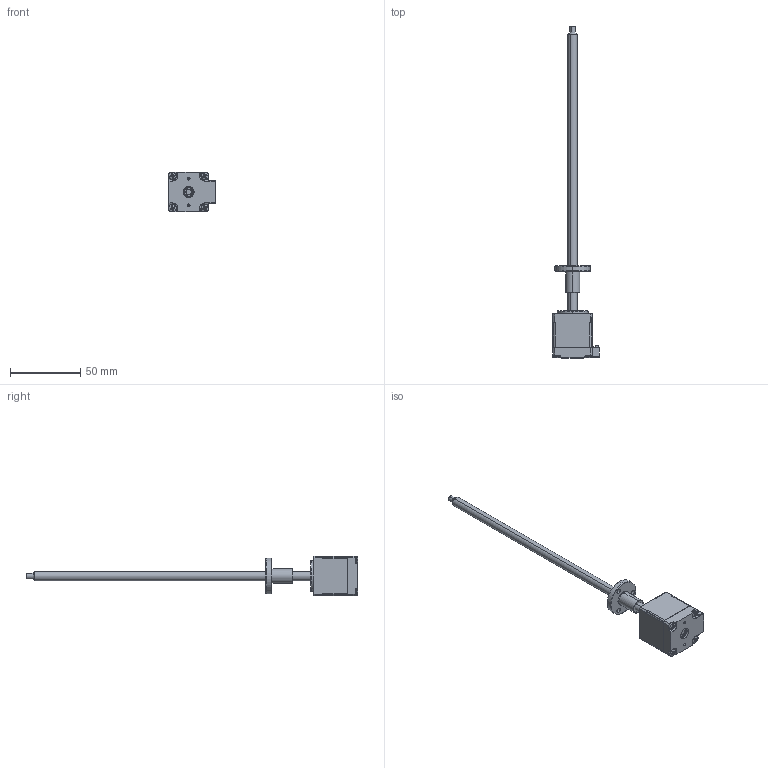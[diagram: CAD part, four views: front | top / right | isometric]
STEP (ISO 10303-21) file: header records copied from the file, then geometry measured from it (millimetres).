
FILE_DESCRIPTION (( 'STEP AP203' ), '1' );
FILE_NAME ('LE111S-T6503-200-AR1-S-050.STEP', '2018-08-10T06:07:18', ( '' ), ( '' ), 'SwSTEP 2.0', 'SolidWorks 2014', '' );
FILE_SCHEMA (( 'CONFIG_CONTROL_DESIGN' ));
Length unit declared in the file: millimetre
Products named in the file (1): LE111S-T6503-200-AR1-S-050
Bounding box: 33.2 x 236.6 x 28.4 mm (x, y, z)
Surface area: 13165.5 mm2 (no closed solid volume)
Topology: 0 solids, 29 shells, 250 faces, 901 edges, 650 vertices
Faces by surface type: plane 90, cylinder 84, cone 54, torus 14, sphere 8
Entity records: 10066 total; most frequent: CARTESIAN_POINT 2330, DIRECTION 1661, ORIENTED_EDGE 1382, EDGE_CURVE 901, VERTEX_POINT 650, AXIS2_PLACEMENT_3D 609, LINE 443, VECTOR 443
